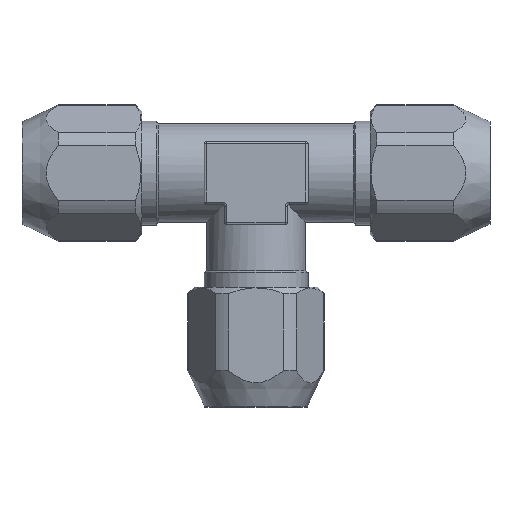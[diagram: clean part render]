
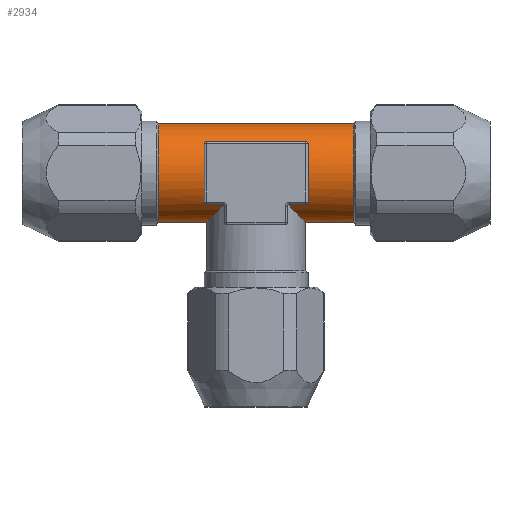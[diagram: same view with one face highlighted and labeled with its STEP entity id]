
A CAD part, top view. The second image highlights one B-rep face of the part: STEP entity #2934.
In plain terms, the highlighted cylindrical face has radius 4.75 mm (diameter 9.5 mm), a partial arc.
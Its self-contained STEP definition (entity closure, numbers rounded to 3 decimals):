
#88=CARTESIAN_POINT('',(3.059,-3.059,3.634));
#89=CARTESIAN_POINT('',(3.186,-3.186,3.527));
#90=CARTESIAN_POINT('',(3.428,-3.428,3.3));
#91=CARTESIAN_POINT('',(3.75,-3.75,2.929));
#92=CARTESIAN_POINT('',(4.034,-4.034,2.524));
#93=CARTESIAN_POINT('',(4.279,-4.279,2.084));
#94=CARTESIAN_POINT('',(4.48,-4.48,1.607));
#95=CARTESIAN_POINT('',(4.633,-4.633,1.095));
#96=CARTESIAN_POINT('',(4.728,-4.728,0.555));
#97=CARTESIAN_POINT('',(4.75,-4.75,0.186));
#98=CARTESIAN_POINT('',(4.75,-4.75,0.));
#100=DIRECTION('',(-1.,0.,0.));
#101=VECTOR('',#100,9.6);
#102=CARTESIAN_POINT('',(4.8,3.,3.683));
#103=LINE('',#102,#101);
#104=CARTESIAN_POINT('',(-3.059,-3.059,3.634));
#105=CARTESIAN_POINT('',(-3.339,-3.339,3.398));
#106=CARTESIAN_POINT('',(-3.835,-3.835,2.868));
#107=CARTESIAN_POINT('',(-4.362,-4.362,1.974));
#108=CARTESIAN_POINT('',(-4.687,-4.687,
0.973));
#109=CARTESIAN_POINT('',(-4.75,-4.75,0.32));
#110=CARTESIAN_POINT('',(-4.75,-4.75,0.));
#116=DIRECTION('',(1.,0.,0.));
#117=VECTOR('',#116,4.662);
#118=CARTESIAN_POINT('',(4.75,-4.75,0.));
#119=LINE('',#118,#117);
#120=DIRECTION('',(-1.,0.,0.));
#121=VECTOR('',#120,18.825);
#122=CARTESIAN_POINT('',(9.412,4.75,0.));
#123=LINE('',#122,#121);
#124=DIRECTION('',(-1.,0.,0.));
#125=VECTOR('',#124,4.662);
#126=CARTESIAN_POINT('',(-4.75,-4.75,0.));
#127=LINE('',#126,#125);
#160=CARTESIAN_POINT('',(4.8,3.,3.683));
#161=CARTESIAN_POINT('',(4.835,3.,3.683));
#162=CARTESIAN_POINT('',(4.904,2.981,3.698));
#163=CARTESIAN_POINT('',(4.979,2.908,3.757));
#164=CARTESIAN_POINT('',(5.,2.838,3.809));
#165=CARTESIAN_POINT('',(5.,2.8,3.837));
#184=CARTESIAN_POINT('',(5.,0.,0.));
#185=DIRECTION('',(1.,0.,0.));
#186=DIRECTION('',(0.,0.589,0.808));
#187=AXIS2_PLACEMENT_3D('',#184,#185,#186);
#218=CARTESIAN_POINT('',(5.,-2.8,3.837));
#219=CARTESIAN_POINT('',(5.,-2.828,3.817));
#220=CARTESIAN_POINT('',(4.988,-2.881,3.777));
#221=CARTESIAN_POINT('',(4.943,-2.947,3.726));
#222=CARTESIAN_POINT('',(4.877,-2.99,3.691));
#223=CARTESIAN_POINT('',(4.826,-3.,3.683));
#224=CARTESIAN_POINT('',(4.8,-3.,3.683));
#244=DIRECTION('',(1.,0.,0.));
#245=VECTOR('',#244,1.6);
#246=CARTESIAN_POINT('',(3.2,-3.,3.683));
#247=LINE('',#246,#245);
#276=CARTESIAN_POINT('',(3.2,-3.,3.683));
#277=CARTESIAN_POINT('',(3.173,-3.,3.683));
#278=CARTESIAN_POINT('',(3.12,-3.011,3.674));
#279=CARTESIAN_POINT('',(3.077,-3.04,3.65));
#280=CARTESIAN_POINT('',(3.059,-3.059,3.634));
#490=CARTESIAN_POINT('',(-3.059,-3.059,3.634));
#491=CARTESIAN_POINT('',(-3.076,-3.041,3.649));
#492=CARTESIAN_POINT('',(-3.119,-3.012,3.673));
#493=CARTESIAN_POINT('',(-3.172,-3.,3.683));
#494=CARTESIAN_POINT('',(-3.2,-3.,3.683));
#518=DIRECTION('',(1.,0.,0.));
#519=VECTOR('',#518,1.6);
#520=CARTESIAN_POINT('',(-4.8,-3.,3.683));
#521=LINE('',#520,#519);
#550=CARTESIAN_POINT('',(-4.8,-3.,3.683));
#551=CARTESIAN_POINT('',(-4.836,-3.,3.683));
#552=CARTESIAN_POINT('',(-4.906,-2.98,3.699));
#553=CARTESIAN_POINT('',(-4.98,-2.905,3.758));
#554=CARTESIAN_POINT('',(-5.,-2.837,3.81));
#555=CARTESIAN_POINT('',(-5.,-2.8,3.837));
#574=CARTESIAN_POINT('',(-5.,0.,0.));
#575=DIRECTION('',(1.,0.,0.));
#576=DIRECTION('',(0.,0.589,0.808));
#577=AXIS2_PLACEMENT_3D('',#574,#575,#576);
#608=CARTESIAN_POINT('',(-5.,2.8,3.837));
#609=CARTESIAN_POINT('',(-5.,2.837,3.81));
#610=CARTESIAN_POINT('',(-4.98,2.905,3.759));
#611=CARTESIAN_POINT('',(-4.906,2.98,3.699));
#612=CARTESIAN_POINT('',(-4.836,3.,3.683));
#613=CARTESIAN_POINT('',(-4.8,3.,3.683));
#1715=CARTESIAN_POINT('',(9.412,0.,0.));
#1716=DIRECTION('',(1.,0.,0.));
#1717=DIRECTION('',(0.,1.,0.));
#1718=AXIS2_PLACEMENT_3D('',#1715,#1716,#1717);
#2298=CARTESIAN_POINT('',(-9.412,0.,0.));
#2299=DIRECTION('',(1.,0.,0.));
#2300=DIRECTION('',(0.,1.,0.));
#2301=AXIS2_PLACEMENT_3D('',#2298,#2299,#2300);
#2331=CARTESIAN_POINT('',(-9.412,4.75,0.));
#2332=CARTESIAN_POINT('',(-9.412,-4.75,0.));
#2333=VERTEX_POINT('',#2331);
#2334=VERTEX_POINT('',#2332);
#2439=CARTESIAN_POINT('',(-5.,2.8,3.837));
#2440=CARTESIAN_POINT('',(-5.,-2.8,3.837));
#2441=VERTEX_POINT('',#2439);
#2442=VERTEX_POINT('',#2440);
#2447=CARTESIAN_POINT('',(-4.8,-3.,3.683));
#2448=CARTESIAN_POINT('',(-3.2,-3.,3.683));
#2449=VERTEX_POINT('',#2447);
#2450=VERTEX_POINT('',#2448);
#2455=VERTEX_POINT('',#613);
#2461=VERTEX_POINT('',#104);
#2462=VERTEX_POINT('',#110);
#2488=CARTESIAN_POINT('',(9.412,4.75,0.));
#2489=CARTESIAN_POINT('',(9.412,-4.75,0.));
#2490=VERTEX_POINT('',#2488);
#2491=VERTEX_POINT('',#2489);
#2492=CARTESIAN_POINT('',(5.,2.8,3.837));
#2493=CARTESIAN_POINT('',(5.,-2.8,3.837));
#2494=VERTEX_POINT('',#2492);
#2495=VERTEX_POINT('',#2493);
#2500=CARTESIAN_POINT('',(3.2,-3.,3.683));
#2501=CARTESIAN_POINT('',(4.8,-3.,3.683));
#2502=VERTEX_POINT('',#2500);
#2503=VERTEX_POINT('',#2501);
#2508=VERTEX_POINT('',#280);
#2510=VERTEX_POINT('',#160);
#2512=VERTEX_POINT('',#98);
#2893=CARTESIAN_POINT('',(-24.388,0.,0.));
#2894=DIRECTION('',(1.,0.,0.));
#2895=DIRECTION('',(0.,-1.,0.));
#2896=AXIS2_PLACEMENT_3D('',#2893,#2894,#2895);
#2897=CYLINDRICAL_SURFACE('',#2896,4.75);
#2899=ORIENTED_EDGE('',*,*,#2898,.F.);
#2901=ORIENTED_EDGE('',*,*,#2900,.T.);
#2903=ORIENTED_EDGE('',*,*,#2902,.F.);
#2904=ORIENTED_EDGE('',*,*,#2867,.F.);
#2906=ORIENTED_EDGE('',*,*,#2905,.F.);
#2908=ORIENTED_EDGE('',*,*,#2907,.T.);
#2910=ORIENTED_EDGE('',*,*,#2909,.F.);
#2912=ORIENTED_EDGE('',*,*,#2911,.F.);
#2914=ORIENTED_EDGE('',*,*,#2913,.F.);
#2916=ORIENTED_EDGE('',*,*,#2915,.T.);
#2918=ORIENTED_EDGE('',*,*,#2917,.F.);
#2920=ORIENTED_EDGE('',*,*,#2919,.T.);
#2922=ORIENTED_EDGE('',*,*,#2921,.F.);
#2924=ORIENTED_EDGE('',*,*,#2923,.T.);
#2926=ORIENTED_EDGE('',*,*,#2925,.F.);
#2927=ORIENTED_EDGE('',*,*,#2875,.T.);
#2929=ORIENTED_EDGE('',*,*,#2928,.T.);
#2931=ORIENTED_EDGE('',*,*,#2930,.F.);
#2932=EDGE_LOOP('',(#2899,#2901,#2903,#2904,#2906,#2908,#2910,#2912,#2914,#2916,
#2918,#2920,#2922,#2924,#2926,#2927,#2929,#2931));
#2933=FACE_OUTER_BOUND('',#2932,.F.);
#2934=ADVANCED_FACE('',(#2933),#2897,.T.);
#99=B_SPLINE_CURVE_WITH_KNOTS('',3,(#88,#89,#90,#91,#92,#93,#94,#95,#96,#97,
#98),.UNSPECIFIED.,.F.,.F.,(4,1,1,1,1,1,1,1,4),(0.,0.125,0.25,0.375,
0.5,0.625,0.75,0.875,1.),.UNSPECIFIED.);
#111=B_SPLINE_CURVE_WITH_KNOTS('',3,(#104,#105,#106,#107,#108,#109,#110),
.UNSPECIFIED.,.F.,.F.,(4,1,1,1,4),(0.,0.25,0.5,0.75,1.),
.UNSPECIFIED.);
#166=B_SPLINE_CURVE_WITH_KNOTS('',3,(#160,#161,#162,#163,#164,#165),
.UNSPECIFIED.,.F.,.F.,(4,1,1,4),(0.,0.333,0.667,1.),
.UNSPECIFIED.);
#188=CIRCLE('',#187,4.75);
#225=B_SPLINE_CURVE_WITH_KNOTS('',3,(#218,#219,#220,#221,#222,#223,#224),
.UNSPECIFIED.,.F.,.F.,(4,1,1,1,4),(0.,0.25,0.5,0.75,1.),
.UNSPECIFIED.);
#281=B_SPLINE_CURVE_WITH_KNOTS('',3,(#276,#277,#278,#279,#280),.UNSPECIFIED.,
.F.,.F.,(4,1,4),(0.,0.5,1.),.UNSPECIFIED.);
#495=B_SPLINE_CURVE_WITH_KNOTS('',3,(#490,#491,#492,#493,#494),.UNSPECIFIED.,
.F.,.F.,(4,1,4),(0.,0.5,1.),.UNSPECIFIED.);
#556=B_SPLINE_CURVE_WITH_KNOTS('',3,(#550,#551,#552,#553,#554,#555),
.UNSPECIFIED.,.F.,.F.,(4,1,1,4),(0.,0.333,0.667,1.),
.UNSPECIFIED.);
#578=CIRCLE('',#577,4.75);
#614=B_SPLINE_CURVE_WITH_KNOTS('',3,(#608,#609,#610,#611,#612,#613),
.UNSPECIFIED.,.F.,.F.,(4,1,1,4),(0.,0.333,0.667,1.),
.UNSPECIFIED.);
#1719=CIRCLE('',#1718,4.75);
#2302=CIRCLE('',#2301,4.75);
#2867=EDGE_CURVE('',#2508,#2512,#99,.T.);
#2875=EDGE_CURVE('',#2461,#2462,#111,.T.);
#2898=EDGE_CURVE('',#2490,#2333,#123,.T.);
#2900=EDGE_CURVE('',#2490,#2491,#1719,.T.);
#2902=EDGE_CURVE('',#2512,#2491,#119,.T.);
#2905=EDGE_CURVE('',#2502,#2508,#281,.T.);
#2907=EDGE_CURVE('',#2502,#2503,#247,.T.);
#2909=EDGE_CURVE('',#2495,#2503,#225,.T.);
#2911=EDGE_CURVE('',#2494,#2495,#188,.T.);
#2913=EDGE_CURVE('',#2510,#2494,#166,.T.);
#2915=EDGE_CURVE('',#2510,#2455,#103,.T.);
#2917=EDGE_CURVE('',#2441,#2455,#614,.T.);
#2919=EDGE_CURVE('',#2441,#2442,#578,.T.);
#2921=EDGE_CURVE('',#2449,#2442,#556,.T.);
#2923=EDGE_CURVE('',#2449,#2450,#521,.T.);
#2925=EDGE_CURVE('',#2461,#2450,#495,.T.);
#2928=EDGE_CURVE('',#2462,#2334,#127,.T.);
#2930=EDGE_CURVE('',#2333,#2334,#2302,.T.);
